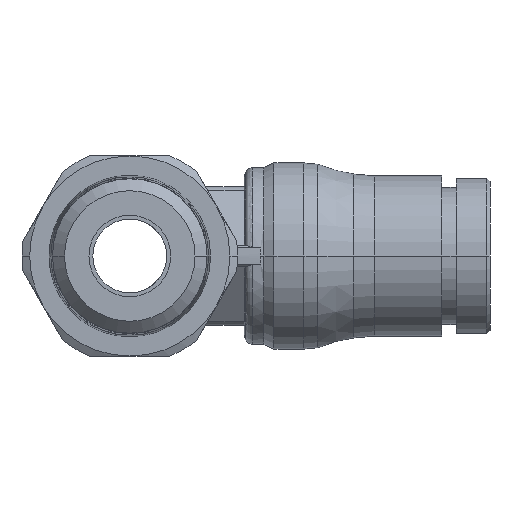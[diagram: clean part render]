
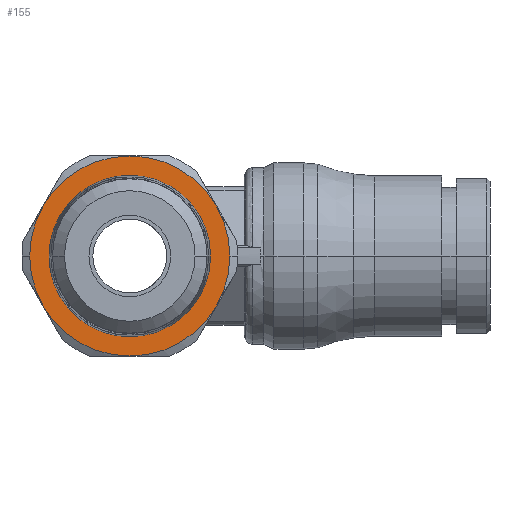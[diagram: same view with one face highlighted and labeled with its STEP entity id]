
A CAD part, left-side view. The second image highlights one B-rep face of the part: STEP entity #155.
In plain terms, the highlighted planar face has unit normal (-1, 0, 0).
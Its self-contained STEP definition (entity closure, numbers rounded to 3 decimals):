
#155=ADVANCED_FACE('',(#486,#487),#488,.T.);
#486=FACE_BOUND('',#929,.T.);
#487=FACE_OUTER_BOUND('',#930,.T.);
#488=PLANE('',#931);
#929=EDGE_LOOP('',(#1956,#1957));
#930=EDGE_LOOP('',(#1958,#1959,#1960,#1961,#1962,#1963,#1964,#1965));
#931=AXIS2_PLACEMENT_3D('',#1966,#1967,#1968);
#1956=ORIENTED_EDGE('',*,*,#3015,.T.);
#1957=ORIENTED_EDGE('',*,*,#3159,.T.);
#1958=ORIENTED_EDGE('',*,*,#3178,.F.);
#1959=ORIENTED_EDGE('',*,*,#3175,.F.);
#1960=ORIENTED_EDGE('',*,*,#3172,.F.);
#1961=ORIENTED_EDGE('',*,*,#3169,.F.);
#1962=ORIENTED_EDGE('',*,*,#3011,.F.);
#1963=ORIENTED_EDGE('',*,*,#3167,.F.);
#1964=ORIENTED_EDGE('',*,*,#3180,.F.);
#1965=ORIENTED_EDGE('',*,*,#3005,.F.);
#1966=CARTESIAN_POINT('',(-47.671,-3.25,0.0));
#1967=DIRECTION('',(-1.0,0.,-0.0));
#1968=DIRECTION('',(0.,1.0,0.0));
#3005=EDGE_CURVE('',#3662,#3665,#3666,.T.);
#3011=EDGE_CURVE('',#3675,#3671,#3677,.T.);
#3015=EDGE_CURVE('',#3679,#3683,#3685,.T.);
#3159=EDGE_CURVE('',#3683,#3679,#3923,.T.);
#3167=EDGE_CURVE('',#3890,#3675,#3934,.T.);
#3169=EDGE_CURVE('',#3671,#3936,#3937,.T.);
#3172=EDGE_CURVE('',#3936,#3940,#3941,.T.);
#3175=EDGE_CURVE('',#3940,#3944,#3945,.T.);
#3178=EDGE_CURVE('',#3944,#3662,#3948,.T.);
#3180=EDGE_CURVE('',#3665,#3890,#3950,.T.);
#3662=VERTEX_POINT('',#4714);
#3665=VERTEX_POINT('',#4718);
#3666=CIRCLE('',#4719,6.5);
#3671=VERTEX_POINT('',#4735);
#3675=VERTEX_POINT('',#4740);
#3677=CIRCLE('',#4753,6.5);
#3679=VERTEX_POINT('',#4755);
#3683=VERTEX_POINT('',#4760);
#3685=CIRCLE('',#4763,5.246);
#3890=VERTEX_POINT('',#5228);
#3923=CIRCLE('',#5309,5.246);
#3934=CIRCLE('',#5320,6.5);
#3936=VERTEX_POINT('',#5333);
#3937=CIRCLE('',#5334,6.5);
#3940=VERTEX_POINT('',#5359);
#3941=CIRCLE('',#5360,6.5);
#3944=VERTEX_POINT('',#5385);
#3945=CIRCLE('',#5386,6.5);
#3948=CIRCLE('',#5411,6.5);
#3950=CIRCLE('',#5424,6.5);
#4714=CARTESIAN_POINT('',(-47.671,-6.5,0.));
#4718=CARTESIAN_POINT('',(-47.671,-5.629,-3.25));
#4719=AXIS2_PLACEMENT_3D('',#6535,#6536,#6537);
#4735=CARTESIAN_POINT('',(-47.671,6.5,0.));
#4740=CARTESIAN_POINT('',(-47.671,5.629,-3.25));
#4753=AXIS2_PLACEMENT_3D('',#6545,#6546,#6547);
#4755=CARTESIAN_POINT('',(-47.671,-5.246,0.0));
#4760=CARTESIAN_POINT('',(-47.671,5.246,0.));
#4763=AXIS2_PLACEMENT_3D('',#6553,#6554,#6555);
#5228=CARTESIAN_POINT('',(-47.671,0.0,-6.5));
#5309=AXIS2_PLACEMENT_3D('',#6805,#6806,#6807);
#5320=AXIS2_PLACEMENT_3D('',#6829,#6830,#6831);
#5333=CARTESIAN_POINT('',(-47.671,5.629,3.25));
#5334=AXIS2_PLACEMENT_3D('',#6832,#6833,#6834);
#5359=CARTESIAN_POINT('',(-47.671,0.,6.5));
#5360=AXIS2_PLACEMENT_3D('',#6835,#6836,#6837);
#5385=CARTESIAN_POINT('',(-47.671,-5.629,3.25));
#5386=AXIS2_PLACEMENT_3D('',#6838,#6839,#6840);
#5411=AXIS2_PLACEMENT_3D('',#6841,#6842,#6843);
#5424=AXIS2_PLACEMENT_3D('',#6844,#6845,#6846);
#6535=CARTESIAN_POINT('',(-47.671,0.0,0.0));
#6536=DIRECTION('',(1.0,0.,0.0));
#6537=DIRECTION('',(0.,-1.0,0.0));
#6545=CARTESIAN_POINT('',(-47.671,0.0,0.0));
#6546=DIRECTION('',(1.0,0.,0.0));
#6547=DIRECTION('',(0.,-1.0,0.0));
#6553=CARTESIAN_POINT('',(-47.671,0.,0.0));
#6554=DIRECTION('',(1.0,0.,0.0));
#6555=DIRECTION('',(0.,-1.0,0.0));
#6805=CARTESIAN_POINT('',(-47.671,0.,0.0));
#6806=DIRECTION('',(1.0,0.,0.0));
#6807=DIRECTION('',(0.,-1.0,0.0));
#6829=CARTESIAN_POINT('',(-47.671,0.0,0.0));
#6830=DIRECTION('',(1.0,0.,0.0));
#6831=DIRECTION('',(0.,-1.0,0.0));
#6832=CARTESIAN_POINT('',(-47.671,0.0,0.0));
#6833=DIRECTION('',(1.0,0.,0.0));
#6834=DIRECTION('',(0.,-1.0,0.0));
#6835=CARTESIAN_POINT('',(-47.671,0.0,0.0));
#6836=DIRECTION('',(1.0,0.,0.0));
#6837=DIRECTION('',(0.,-1.0,0.0));
#6838=CARTESIAN_POINT('',(-47.671,0.0,0.0));
#6839=DIRECTION('',(1.0,0.,0.0));
#6840=DIRECTION('',(0.,-1.0,0.0));
#6841=CARTESIAN_POINT('',(-47.671,0.0,0.0));
#6842=DIRECTION('',(1.0,0.,0.0));
#6843=DIRECTION('',(0.,-1.0,0.0));
#6844=CARTESIAN_POINT('',(-47.671,0.0,0.0));
#6845=DIRECTION('',(1.0,0.,0.0));
#6846=DIRECTION('',(0.,-1.0,0.0));
